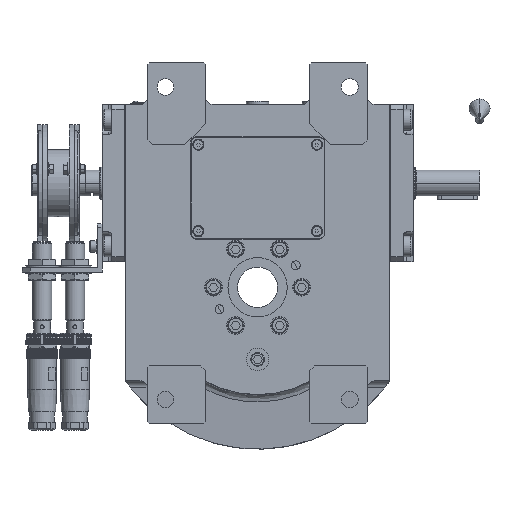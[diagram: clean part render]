
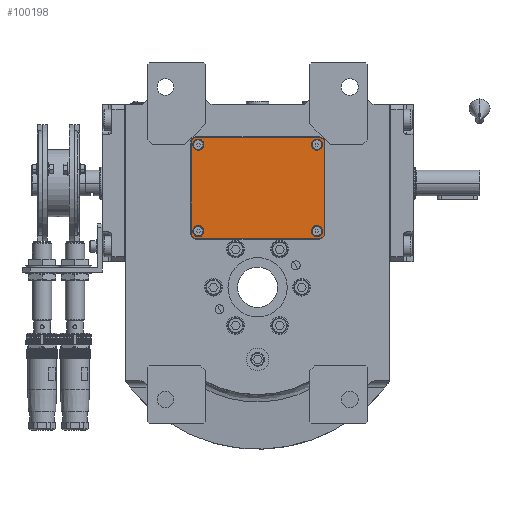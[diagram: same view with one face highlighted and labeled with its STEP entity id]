
A CAD part, front view. The second image highlights one B-rep face of the part: STEP entity #100198.
In plain terms, the highlighted face is planar.
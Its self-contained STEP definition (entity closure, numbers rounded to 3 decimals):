
#337 = DIRECTION ( 'NONE',  ( 0., 0., 1. ) ) ;
#625 = VERTEX_POINT ( 'NONE', #108478 ) ;
#902 = DIRECTION ( 'NONE',  ( 1., 0., 0. ) ) ;
#1089 = VERTEX_POINT ( 'NONE', #61522 ) ;
#1631 = ORIENTED_EDGE ( 'NONE', *, *, #98439, .F. ) ;
#2586 = CARTESIAN_POINT ( 'NONE',  ( -39.5, -31.5, 3. ) ) ;
#2633 = AXIS2_PLACEMENT_3D ( 'NONE', #38783, #337, #902 ) ;
#2935 = VECTOR ( 'NONE', #62652, 1000. ) ;
#3328 = FACE_BOUND ( 'NONE', #84320, .T. ) ;
#4498 = DIRECTION ( 'NONE',  ( 0., 0., 1. ) ) ;
#4843 = CARTESIAN_POINT ( 'NONE',  ( 37., 27., 3. ) ) ;
#5069 = CARTESIAN_POINT ( 'NONE',  ( -39.5, 31.5, 3. ) ) ;
#5310 = EDGE_CURVE ( 'NONE', #40196, #40449, #20849, .T. ) ;
#5909 = LINE ( 'NONE', #15964, #33871 ) ;
#6840 = ORIENTED_EDGE ( 'NONE', *, *, #5310, .T. ) ;
#6896 = EDGE_LOOP ( 'NONE', ( #109687, #116063 ) ) ;
#7751 = VECTOR ( 'NONE', #61949, 1000. ) ;
#8077 = ORIENTED_EDGE ( 'NONE', *, *, #37002, .T. ) ;
#9985 = ORIENTED_EDGE ( 'NONE', *, *, #81291, .T. ) ;
#10328 = ORIENTED_EDGE ( 'NONE', *, *, #91344, .F. ) ;
#10837 = EDGE_CURVE ( 'NONE', #11948, #12782, #105099, .T. ) ;
#11948 = VERTEX_POINT ( 'NONE', #102784 ) ;
#12015 = DIRECTION ( 'NONE',  ( 0., 0., 1. ) ) ;
#12391 = CARTESIAN_POINT ( 'NONE',  ( -39.5, 31.5, 3. ) ) ;
#12395 = CARTESIAN_POINT ( 'NONE',  ( 40.5, 27., 3. ) ) ;
#12782 = VERTEX_POINT ( 'NONE', #112990 ) ;
#15964 = CARTESIAN_POINT ( 'NONE',  ( -41.5, 29.5, 3. ) ) ;
#18569 = VERTEX_POINT ( 'NONE', #90518 ) ;
#19895 = AXIS2_PLACEMENT_3D ( 'NONE', #112936, #68535, #67935 ) ;
#20849 = LINE ( 'NONE', #101359, #79510 ) ;
#22455 = ORIENTED_EDGE ( 'NONE', *, *, #55668, .F. ) ;
#22977 = CARTESIAN_POINT ( 'NONE',  ( 39.5, -31.5, 3. ) ) ;
#23155 = CARTESIAN_POINT ( 'NONE',  ( 41.5, 29.5, 3. ) ) ;
#23693 = CIRCLE ( 'NONE', #19895, 3.5 ) ;
#24240 = CARTESIAN_POINT ( 'NONE',  ( -37., -27., 3. ) ) ;
#24999 = CARTESIAN_POINT ( 'NONE',  ( 39.5, -31.5, 3. ) ) ;
#25735 = VECTOR ( 'NONE', #117119, 1000. ) ;
#27002 = EDGE_CURVE ( 'NONE', #94845, #40196, #82174, .T. ) ;
#27011 = DIRECTION ( 'NONE',  ( -1., 0., 0. ) ) ;
#28386 = CARTESIAN_POINT ( 'NONE',  ( -40.5, -27., 3. ) ) ;
#30565 = FACE_BOUND ( 'NONE', #109461, .T. ) ;
#32092 = DIRECTION ( 'NONE',  ( 0., 0., 1. ) ) ;
#33871 = VECTOR ( 'NONE', #52079, 1000. ) ;
#36581 = CIRCLE ( 'NONE', #46051, 3.5 ) ;
#37002 = EDGE_CURVE ( 'NONE', #625, #90210, #107583, .T. ) ;
#37203 = CARTESIAN_POINT ( 'NONE',  ( 41.5, -29.5, 3. ) ) ;
#37482 = CIRCLE ( 'NONE', #73375, 3.5 ) ;
#37821 = ORIENTED_EDGE ( 'NONE', *, *, #48181, .F. ) ;
#38654 = CARTESIAN_POINT ( 'NONE',  ( -37., 27., 3. ) ) ;
#38783 = CARTESIAN_POINT ( 'NONE',  ( 37., -27., 3. ) ) ;
#38825 = VECTOR ( 'NONE', #48494, 1000. ) ;
#39600 = LINE ( 'NONE', #22977, #113195 ) ;
#40196 = VERTEX_POINT ( 'NONE', #23155 ) ;
#40449 = VERTEX_POINT ( 'NONE', #87391 ) ;
#41390 = EDGE_CURVE ( 'NONE', #60655, #1089, #36581, .T. ) ;
#42665 = CARTESIAN_POINT ( 'NONE',  ( -40.5, 27., 3. ) ) ;
#43268 = EDGE_CURVE ( 'NONE', #18569, #105386, #23693, .T. ) ;
#44437 = EDGE_LOOP ( 'NONE', ( #74798, #6840, #9985, #87193, #97999, #115405, #8077, #45874 ) ) ;
#45874 = ORIENTED_EDGE ( 'NONE', *, *, #93911, .T. ) ;
#46051 = AXIS2_PLACEMENT_3D ( 'NONE', #4843, #32092, #48677 ) ;
#46082 = CARTESIAN_POINT ( 'NONE',  ( -41.5, -29.5, 3. ) ) ;
#47791 = AXIS2_PLACEMENT_3D ( 'NONE', #38654, #12015, #48109 ) ;
#48109 = DIRECTION ( 'NONE',  ( 1., 0., 0. ) ) ;
#48181 = EDGE_CURVE ( 'NONE', #100071, #75174, #37482, .T. ) ;
#48494 = DIRECTION ( 'NONE',  ( -0.707, -0.707, 0. ) ) ;
#48677 = DIRECTION ( 'NONE',  ( 1., 0., 0. ) ) ;
#51421 = AXIS2_PLACEMENT_3D ( 'NONE', #64851, #110471, #27011 ) ;
#52079 = DIRECTION ( 'NONE',  ( 0., -1., 0. ) ) ;
#53779 = LINE ( 'NONE', #89857, #25735 ) ;
#53988 = EDGE_CURVE ( 'NONE', #1089, #60655, #102459, .T. ) ;
#54153 = VECTOR ( 'NONE', #82156, 1000. ) ;
#55668 = EDGE_CURVE ( 'NONE', #12782, #11948, #80119, .T. ) ;
#58350 = FACE_BOUND ( 'NONE', #6896, .T. ) ;
#60655 = VERTEX_POINT ( 'NONE', #12395 ) ;
#61522 = CARTESIAN_POINT ( 'NONE',  ( 33.5, 27., 3. ) ) ;
#61949 = DIRECTION ( 'NONE',  ( 1., 0., 0. ) ) ;
#62652 = DIRECTION ( 'NONE',  ( 0., 1., 0. ) ) ;
#64059 = VERTEX_POINT ( 'NONE', #94033 ) ;
#64851 = CARTESIAN_POINT ( 'NONE',  ( 37., 27., 3. ) ) ;
#65439 = CARTESIAN_POINT ( 'NONE',  ( -33.5, 27., 3. ) ) ;
#66075 = FACE_BOUND ( 'NONE', #112939, .T. ) ;
#66842 = LINE ( 'NONE', #12391, #38825 ) ;
#67256 = DIRECTION ( 'NONE',  ( 1., 0., 0. ) ) ;
#67341 = CARTESIAN_POINT ( 'NONE',  ( -37., 27., 3. ) ) ;
#67935 = DIRECTION ( 'NONE',  ( 1., 0., 0. ) ) ;
#68535 = DIRECTION ( 'NONE',  ( 0., 0., 1. ) ) ;
#69215 = EDGE_CURVE ( 'NONE', #64059, #73484, #5909, .T. ) ;
#69833 = DIRECTION ( 'NONE',  ( 0., 0., 1. ) ) ;
#71150 = DIRECTION ( 'NONE',  ( 0., 0., 1. ) ) ;
#72893 = CARTESIAN_POINT ( 'NONE',  ( 37., -27., 3. ) ) ;
#73375 = AXIS2_PLACEMENT_3D ( 'NONE', #67341, #103445, #111181 ) ;
#73484 = VERTEX_POINT ( 'NONE', #110023 ) ;
#74798 = ORIENTED_EDGE ( 'NONE', *, *, #27002, .T. ) ;
#75174 = VERTEX_POINT ( 'NONE', #65439 ) ;
#75545 = FACE_OUTER_BOUND ( 'NONE', #44437, .T. ) ;
#77239 = EDGE_CURVE ( 'NONE', #104550, #64059, #66842, .T. ) ;
#79510 = VECTOR ( 'NONE', #110854, 1000. ) ;
#80119 = CIRCLE ( 'NONE', #2633, 3.5 ) ;
#80156 = ORIENTED_EDGE ( 'NONE', *, *, #10837, .F. ) ;
#81246 = EDGE_CURVE ( 'NONE', #73484, #625, #91048, .T. ) ;
#81291 = EDGE_CURVE ( 'NONE', #40449, #104550, #53779, .T. ) ;
#82156 = DIRECTION ( 'NONE',  ( 0.707, -0.707, 0. ) ) ;
#82174 = LINE ( 'NONE', #37203, #2935 ) ;
#84320 = EDGE_LOOP ( 'NONE', ( #101550, #1631 ) ) ;
#85154 = DIRECTION ( 'NONE',  ( 0.707, 0.707, 0. ) ) ;
#85605 = CARTESIAN_POINT ( 'NONE',  ( 0., 0., 3. ) ) ;
#87193 = ORIENTED_EDGE ( 'NONE', *, *, #77239, .T. ) ;
#87391 = CARTESIAN_POINT ( 'NONE',  ( 39.5, 31.5, 3. ) ) ;
#89857 = CARTESIAN_POINT ( 'NONE',  ( 39.5, 31.5, 3. ) ) ;
#90080 = DIRECTION ( 'NONE',  ( -1., 0., 0. ) ) ;
#90210 = VERTEX_POINT ( 'NONE', #24999 ) ;
#90518 = CARTESIAN_POINT ( 'NONE',  ( -33.5, -27., 3. ) ) ;
#91048 = LINE ( 'NONE', #46082, #54153 ) ;
#91344 = EDGE_CURVE ( 'NONE', #75174, #100071, #98805, .T. ) ;
#93911 = EDGE_CURVE ( 'NONE', #90210, #94845, #39600, .T. ) ;
#94033 = CARTESIAN_POINT ( 'NONE',  ( -41.5, 29.5, 3. ) ) ;
#94845 = VERTEX_POINT ( 'NONE', #111531 ) ;
#97999 = ORIENTED_EDGE ( 'NONE', *, *, #69215, .T. ) ;
#98439 = EDGE_CURVE ( 'NONE', #105386, #18569, #115555, .T. ) ;
#98805 = CIRCLE ( 'NONE', #47791, 3.5 ) ;
#100071 = VERTEX_POINT ( 'NONE', #42665 ) ;
#100198 = ADVANCED_FACE ( 'NONE', ( #75545, #58350, #66075, #30565, #3328 ), #111682, .T. ) ;
#101359 = CARTESIAN_POINT ( 'NONE',  ( 41.5, 29.5, 3. ) ) ;
#101550 = ORIENTED_EDGE ( 'NONE', *, *, #43268, .F. ) ;
#102459 = CIRCLE ( 'NONE', #51421, 3.5 ) ;
#102784 = CARTESIAN_POINT ( 'NONE',  ( 33.5, -27., 3. ) ) ;
#103445 = DIRECTION ( 'NONE',  ( 0., 0., 1. ) ) ;
#104238 = AXIS2_PLACEMENT_3D ( 'NONE', #24240, #69833, #114263 ) ;
#104550 = VERTEX_POINT ( 'NONE', #5069 ) ;
#105099 = CIRCLE ( 'NONE', #112718, 3.5 ) ;
#105386 = VERTEX_POINT ( 'NONE', #28386 ) ;
#107583 = LINE ( 'NONE', #2586, #7751 ) ;
#108478 = CARTESIAN_POINT ( 'NONE',  ( -39.5, -31.5, 3. ) ) ;
#109461 = EDGE_LOOP ( 'NONE', ( #22455, #80156 ) ) ;
#109687 = ORIENTED_EDGE ( 'NONE', *, *, #41390, .F. ) ;
#110023 = CARTESIAN_POINT ( 'NONE',  ( -41.5, -29.5, 3. ) ) ;
#110471 = DIRECTION ( 'NONE',  ( 0., 0., 1. ) ) ;
#110854 = DIRECTION ( 'NONE',  ( -0.707, 0.707, 0. ) ) ;
#111181 = DIRECTION ( 'NONE',  ( -1., 0., 0. ) ) ;
#111531 = CARTESIAN_POINT ( 'NONE',  ( 41.5, -29.5, 3. ) ) ;
#111682 = PLANE ( 'NONE',  #112179 ) ;
#112179 = AXIS2_PLACEMENT_3D ( 'NONE', #85605, #4498, #67256 ) ;
#112718 = AXIS2_PLACEMENT_3D ( 'NONE', #72893, #71150, #90080 ) ;
#112936 = CARTESIAN_POINT ( 'NONE',  ( -37., -27., 3. ) ) ;
#112939 = EDGE_LOOP ( 'NONE', ( #10328, #37821 ) ) ;
#112990 = CARTESIAN_POINT ( 'NONE',  ( 40.5, -27., 3. ) ) ;
#113195 = VECTOR ( 'NONE', #85154, 1000. ) ;
#114263 = DIRECTION ( 'NONE',  ( -1., 0., 0. ) ) ;
#115405 = ORIENTED_EDGE ( 'NONE', *, *, #81246, .T. ) ;
#115555 = CIRCLE ( 'NONE', #104238, 3.5 ) ;
#116063 = ORIENTED_EDGE ( 'NONE', *, *, #53988, .F. ) ;
#117119 = DIRECTION ( 'NONE',  ( -1., 0., 0. ) ) ;
